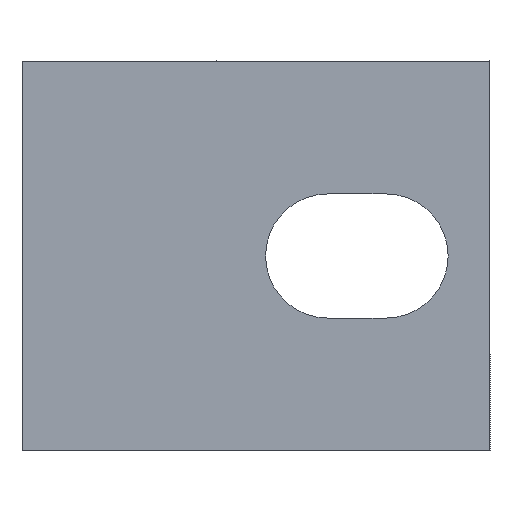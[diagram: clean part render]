
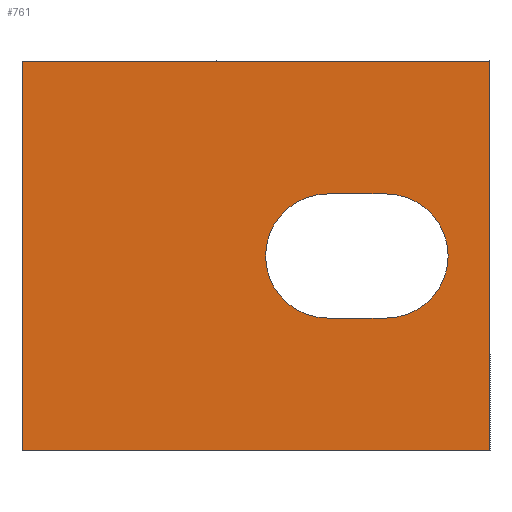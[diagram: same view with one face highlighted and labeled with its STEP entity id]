
A CAD part, front view. The second image highlights one B-rep face of the part: STEP entity #761.
In plain terms, the highlighted planar face has unit normal (0, -1, 0).
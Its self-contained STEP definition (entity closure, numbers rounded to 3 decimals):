
#15 = LINE ( 'NONE', #336, #353 ) ;
#20 = DIRECTION ( 'NONE',  ( -1., 0., 0. ) ) ;
#24 = VECTOR ( 'NONE', #186, 1000. ) ;
#30 = CARTESIAN_POINT ( 'NONE',  ( 12., -7.021, -5.665 ) ) ;
#33 = CARTESIAN_POINT ( 'NONE',  ( 12., -7.021, 4.335 ) ) ;
#54 = VERTEX_POINT ( 'NONE', #1013 ) ;
#70 = CARTESIAN_POINT ( 'NONE',  ( 0., -7.021, 4.335 ) ) ;
#73 = EDGE_CURVE ( 'NONE', #338, #684, #289, .T. ) ;
#78 = ORIENTED_EDGE ( 'NONE', *, *, #119, .T. ) ;
#86 = VERTEX_POINT ( 'NONE', #888 ) ;
#103 = FACE_BOUND ( 'NONE', #416, .T. ) ;
#119 = EDGE_CURVE ( 'NONE', #461, #360, #419, .T. ) ;
#142 = CARTESIAN_POINT ( 'NONE',  ( 12., -7.021, 4.335 ) ) ;
#143 = VECTOR ( 'NONE', #845, 1000. ) ;
#162 = EDGE_LOOP ( 'NONE', ( #833, #629, #972, #641 ) ) ;
#173 = FACE_OUTER_BOUND ( 'NONE', #162, .T. ) ;
#182 = CARTESIAN_POINT ( 'NONE',  ( 7.836, -7.021, 0.925 ) ) ;
#186 = DIRECTION ( 'NONE',  ( -1., 0., 0. ) ) ;
#199 = CARTESIAN_POINT ( 'NONE',  ( 7.836, -7.021, -2.255 ) ) ;
#215 = LINE ( 'NONE', #590, #243 ) ;
#231 = CARTESIAN_POINT ( 'NONE',  ( 7.836, -7.021, -0.665 ) ) ;
#243 = VECTOR ( 'NONE', #609, 1000. ) ;
#252 = LINE ( 'NONE', #30, #24 ) ;
#265 = DIRECTION ( 'NONE',  ( 0., 0., 1. ) ) ;
#289 = CIRCLE ( 'NONE', #305, 1.59 ) ;
#296 = EDGE_CURVE ( 'NONE', #54, #86, #560, .T. ) ;
#305 = AXIS2_PLACEMENT_3D ( 'NONE', #231, #546, #20 ) ;
#316 = ORIENTED_EDGE ( 'NONE', *, *, #73, .T. ) ;
#328 = PLANE ( 'NONE',  #870 ) ;
#331 = ORIENTED_EDGE ( 'NONE', *, *, #517, .T. ) ;
#336 = CARTESIAN_POINT ( 'NONE',  ( 12., -7.021, 4.335 ) ) ;
#338 = VERTEX_POINT ( 'NONE', #199 ) ;
#353 = VECTOR ( 'NONE', #811, 1000. ) ;
#356 = LINE ( 'NONE', #142, #787 ) ;
#360 = VERTEX_POINT ( 'NONE', #689 ) ;
#361 = EDGE_CURVE ( 'NONE', #864, #54, #356, .T. ) ;
#416 = EDGE_LOOP ( 'NONE', ( #78, #331, #316, #578, #880 ) ) ;
#419 = CIRCLE ( 'NONE', #452, 1.59 ) ;
#452 = AXIS2_PLACEMENT_3D ( 'NONE', #662, #515, #666 ) ;
#461 = VERTEX_POINT ( 'NONE', #699 ) ;
#490 = EDGE_CURVE ( 'NONE', #461, #759, #681, .T. ) ;
#515 = DIRECTION ( 'NONE',  ( 0., 1., 0. ) ) ;
#517 = EDGE_CURVE ( 'NONE', #360, #338, #215, .T. ) ;
#546 = DIRECTION ( 'NONE',  ( 0., 1., 0. ) ) ;
#548 = DIRECTION ( 'NONE',  ( 0., 0., -1. ) ) ;
#560 = LINE ( 'NONE', #70, #885 ) ;
#578 = ORIENTED_EDGE ( 'NONE', *, *, #936, .T. ) ;
#590 = CARTESIAN_POINT ( 'NONE',  ( 0., -7.021, -2.255 ) ) ;
#609 = DIRECTION ( 'NONE',  ( -1., 0., 0. ) ) ;
#622 = CIRCLE ( 'NONE', #851, 1.59 ) ;
#629 = ORIENTED_EDGE ( 'NONE', *, *, #711, .F. ) ;
#641 = ORIENTED_EDGE ( 'NONE', *, *, #361, .T. ) ;
#662 = CARTESIAN_POINT ( 'NONE',  ( 9.336, -7.021, -0.665 ) ) ;
#666 = DIRECTION ( 'NONE',  ( -1., 0., 0. ) ) ;
#672 = DIRECTION ( 'NONE',  ( -1., 0., 0. ) ) ;
#681 = LINE ( 'NONE', #926, #143 ) ;
#684 = VERTEX_POINT ( 'NONE', #959 ) ;
#689 = CARTESIAN_POINT ( 'NONE',  ( 9.336, -7.021, -2.255 ) ) ;
#699 = CARTESIAN_POINT ( 'NONE',  ( 9.336, -7.021, 0.925 ) ) ;
#711 = EDGE_CURVE ( 'NONE', #960, #86, #252, .T. ) ;
#759 = VERTEX_POINT ( 'NONE', #182 ) ;
#761 = ADVANCED_FACE ( 'NONE', ( #103, #173 ), #328, .F. ) ;
#787 = VECTOR ( 'NONE', #672, 1000. ) ;
#795 = EDGE_CURVE ( 'NONE', #864, #960, #15, .T. ) ;
#804 = DIRECTION ( 'NONE',  ( 0., 1., 0. ) ) ;
#811 = DIRECTION ( 'NONE',  ( 0., 0., -1. ) ) ;
#833 = ORIENTED_EDGE ( 'NONE', *, *, #296, .T. ) ;
#843 = DIRECTION ( 'NONE',  ( 0., 1., 0. ) ) ;
#845 = DIRECTION ( 'NONE',  ( -1., 0., 0. ) ) ;
#851 = AXIS2_PLACEMENT_3D ( 'NONE', #905, #843, #999 ) ;
#864 = VERTEX_POINT ( 'NONE', #33 ) ;
#870 = AXIS2_PLACEMENT_3D ( 'NONE', #970, #804, #265 ) ;
#880 = ORIENTED_EDGE ( 'NONE', *, *, #490, .F. ) ;
#885 = VECTOR ( 'NONE', #548, 1000. ) ;
#888 = CARTESIAN_POINT ( 'NONE',  ( 0., -7.021, -5.665 ) ) ;
#905 = CARTESIAN_POINT ( 'NONE',  ( 7.836, -7.021, -0.665 ) ) ;
#926 = CARTESIAN_POINT ( 'NONE',  ( 0., -7.021, 0.925 ) ) ;
#936 = EDGE_CURVE ( 'NONE', #684, #759, #622, .T. ) ;
#959 = CARTESIAN_POINT ( 'NONE',  ( 6.246, -7.021, -0.665 ) ) ;
#960 = VERTEX_POINT ( 'NONE', #1004 ) ;
#970 = CARTESIAN_POINT ( 'NONE',  ( 12., -7.021, 4.335 ) ) ;
#972 = ORIENTED_EDGE ( 'NONE', *, *, #795, .F. ) ;
#999 = DIRECTION ( 'NONE',  ( -1., 0., 0. ) ) ;
#1004 = CARTESIAN_POINT ( 'NONE',  ( 12., -7.021, -5.665 ) ) ;
#1013 = CARTESIAN_POINT ( 'NONE',  ( 0., -7.021, 4.335 ) ) ;
